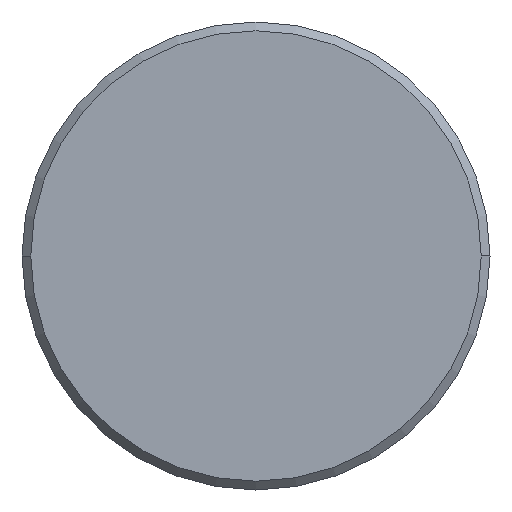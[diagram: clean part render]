
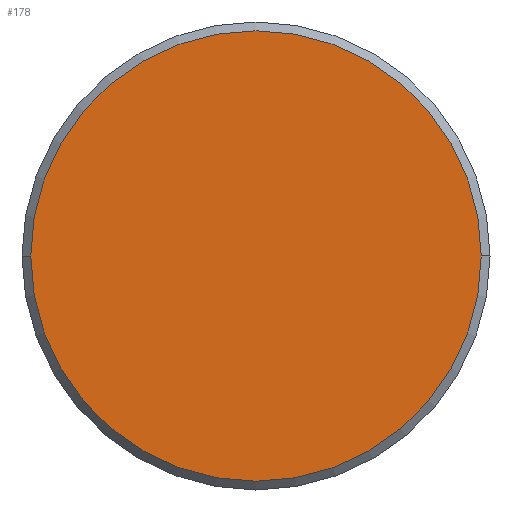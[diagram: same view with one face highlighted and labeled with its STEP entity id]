
A CAD part, left-side view. The second image highlights one B-rep face of the part: STEP entity #178.
In plain terms, the highlighted planar face has unit normal (-1, 0, 0).
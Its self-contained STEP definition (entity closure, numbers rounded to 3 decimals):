
#6 = DIRECTION ( 'NONE',  ( 1., 0., 0. ) ) ;
#9 = AXIS2_PLACEMENT_3D ( 'NONE', #155, #6, #182 ) ;
#36 = ORIENTED_EDGE ( 'NONE', *, *, #120, .F. ) ;
#60 = DIRECTION ( 'NONE',  ( 1., 0., 0. ) ) ;
#62 = PLANE ( 'NONE',  #177 ) ;
#76 = EDGE_CURVE ( 'NONE', #79, #312, #197, .T. ) ;
#79 = VERTEX_POINT ( 'NONE', #227 ) ;
#81 = AXIS2_PLACEMENT_3D ( 'NONE', #206, #60, #231 ) ;
#87 = EDGE_LOOP ( 'NONE', ( #291, #36 ) ) ;
#92 = DIRECTION ( 'NONE',  ( -1., 0., 0. ) ) ;
#93 = CARTESIAN_POINT ( 'NONE',  ( -59., 0., 0. ) ) ;
#120 = EDGE_CURVE ( 'NONE', #312, #79, #127, .T. ) ;
#127 = CIRCLE ( 'NONE', #81, 7.7 ) ;
#155 = CARTESIAN_POINT ( 'NONE',  ( -59., 0., 0. ) ) ;
#165 = CARTESIAN_POINT ( 'NONE',  ( -59., -7.7, 0. ) ) ;
#177 = AXIS2_PLACEMENT_3D ( 'NONE', #93, #92, #278 ) ;
#178 = ADVANCED_FACE ( 'NONE', ( #301 ), #62, .T. ) ;
#182 = DIRECTION ( 'NONE',  ( 0., 1., 0. ) ) ;
#197 = CIRCLE ( 'NONE', #9, 7.7 ) ;
#206 = CARTESIAN_POINT ( 'NONE',  ( -59., 0., 0. ) ) ;
#227 = CARTESIAN_POINT ( 'NONE',  ( -59., 7.7, 0. ) ) ;
#231 = DIRECTION ( 'NONE',  ( 0., 1., 0. ) ) ;
#278 = DIRECTION ( 'NONE',  ( 0., -1., 0. ) ) ;
#291 = ORIENTED_EDGE ( 'NONE', *, *, #76, .F. ) ;
#301 = FACE_OUTER_BOUND ( 'NONE', #87, .T. ) ;
#312 = VERTEX_POINT ( 'NONE', #165 ) ;
